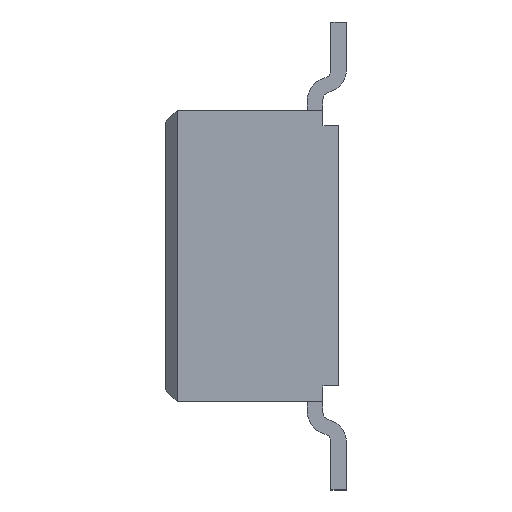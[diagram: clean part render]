
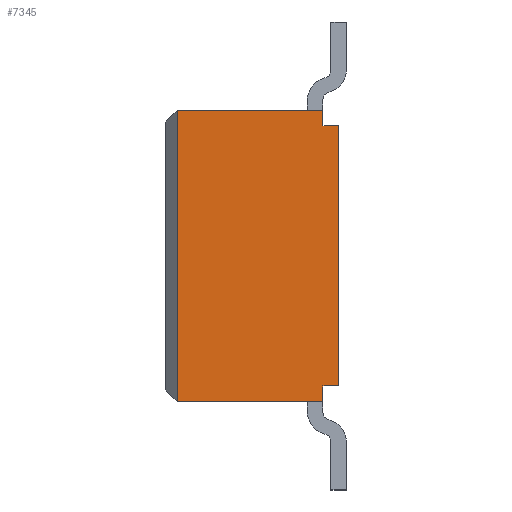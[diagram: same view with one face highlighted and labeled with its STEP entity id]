
A CAD part, left-side view. The second image highlights one B-rep face of the part: STEP entity #7345.
In plain terms, the highlighted planar face has unit normal (-1, 0, 0).
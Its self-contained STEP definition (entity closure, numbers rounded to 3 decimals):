
#243 = ORIENTED_EDGE ( 'NONE', *, *, #1985, .T. ) ;
#312 = DIRECTION ( 'NONE',  ( 0., -1., 0. ) ) ;
#328 = LINE ( 'NONE', #1670, #4948 ) ;
#553 = EDGE_CURVE ( 'NONE', #7360, #2659, #4783, .T. ) ;
#554 = ORIENTED_EDGE ( 'NONE', *, *, #6588, .T. ) ;
#585 = LINE ( 'NONE', #2724, #5346 ) ;
#667 = DIRECTION ( 'NONE',  ( 0., 0., 1. ) ) ;
#962 = LINE ( 'NONE', #4318, #3173 ) ;
#1012 = DIRECTION ( 'NONE',  ( 1., 0., 0. ) ) ;
#1015 = VERTEX_POINT ( 'NONE', #4772 ) ;
#1018 = LINE ( 'NONE', #6467, #4395 ) ;
#1028 = ORIENTED_EDGE ( 'NONE', *, *, #4643, .F. ) ;
#1231 = VERTEX_POINT ( 'NONE', #5756 ) ;
#1560 = CARTESIAN_POINT ( 'NONE',  ( -1.76, 1.075, -0.925 ) ) ;
#1670 = CARTESIAN_POINT ( 'NONE',  ( -1.76, 0.05, 0.825 ) ) ;
#1681 = CARTESIAN_POINT ( 'NONE',  ( -1.76, 0.563, 0. ) ) ;
#1786 = DIRECTION ( 'NONE',  ( 0., 0., 1. ) ) ;
#1985 = EDGE_CURVE ( 'NONE', #4824, #6163, #1018, .T. ) ;
#2033 = VERTEX_POINT ( 'NONE', #5511 ) ;
#2037 = ORIENTED_EDGE ( 'NONE', *, *, #3278, .T. ) ;
#2145 = VECTOR ( 'NONE', #667, 1000. ) ;
#2558 = DIRECTION ( 'NONE',  ( 0., 1., 0. ) ) ;
#2659 = VERTEX_POINT ( 'NONE', #7573 ) ;
#2700 = VECTOR ( 'NONE', #1786, 1000. ) ;
#2724 = CARTESIAN_POINT ( 'NONE',  ( -1.76, 1.075, -0.925 ) ) ;
#3030 = CARTESIAN_POINT ( 'NONE',  ( -1.76, 0.15, -0.825 ) ) ;
#3173 = VECTOR ( 'NONE', #7052, 1000. ) ;
#3253 = EDGE_CURVE ( 'NONE', #1231, #4824, #7117, .T. ) ;
#3278 = EDGE_CURVE ( 'NONE', #2033, #7360, #3713, .T. ) ;
#3589 = AXIS2_PLACEMENT_3D ( 'NONE', #1681, #1012, #8432 ) ;
#3713 = LINE ( 'NONE', #3030, #5857 ) ;
#3720 = ORIENTED_EDGE ( 'NONE', *, *, #4199, .T. ) ;
#4060 = EDGE_LOOP ( 'NONE', ( #2037, #7603, #554, #6765, #243, #1028, #3720, #5924 ) ) ;
#4107 = CARTESIAN_POINT ( 'NONE',  ( -1.76, 1.075, -0.925 ) ) ;
#4117 = DIRECTION ( 'NONE',  ( 0., 0., 1. ) ) ;
#4199 = EDGE_CURVE ( 'NONE', #7322, #1015, #585, .T. ) ;
#4318 = CARTESIAN_POINT ( 'NONE',  ( -1.76, 0.15, -0.925 ) ) ;
#4395 = VECTOR ( 'NONE', #2558, 1000. ) ;
#4643 = EDGE_CURVE ( 'NONE', #7322, #6163, #8260, .T. ) ;
#4772 = CARTESIAN_POINT ( 'NONE',  ( -1.76, 0.15, -0.925 ) ) ;
#4783 = LINE ( 'NONE', #6127, #2145 ) ;
#4824 = VERTEX_POINT ( 'NONE', #5762 ) ;
#4948 = VECTOR ( 'NONE', #5116, 1000. ) ;
#5116 = DIRECTION ( 'NONE',  ( 0., 1., 0. ) ) ;
#5137 = EDGE_CURVE ( 'NONE', #1015, #2033, #962, .T. ) ;
#5346 = VECTOR ( 'NONE', #6089, 1000. ) ;
#5511 = CARTESIAN_POINT ( 'NONE',  ( -1.76, 0.15, -0.825 ) ) ;
#5714 = PLANE ( 'NONE',  #3589 ) ;
#5756 = CARTESIAN_POINT ( 'NONE',  ( -1.76, 0.15, 0.825 ) ) ;
#5762 = CARTESIAN_POINT ( 'NONE',  ( -1.76, 0.15, 0.925 ) ) ;
#5857 = VECTOR ( 'NONE', #312, 1000. ) ;
#5924 = ORIENTED_EDGE ( 'NONE', *, *, #5137, .T. ) ;
#6089 = DIRECTION ( 'NONE',  ( 0., -1., 0. ) ) ;
#6127 = CARTESIAN_POINT ( 'NONE',  ( -1.76, 0.05, -0.825 ) ) ;
#6163 = VERTEX_POINT ( 'NONE', #7686 ) ;
#6378 = FACE_OUTER_BOUND ( 'NONE', #4060, .T. ) ;
#6436 = CARTESIAN_POINT ( 'NONE',  ( -1.76, 0.15, 0.825 ) ) ;
#6467 = CARTESIAN_POINT ( 'NONE',  ( -1.76, 0.15, 0.925 ) ) ;
#6588 = EDGE_CURVE ( 'NONE', #2659, #1231, #328, .T. ) ;
#6765 = ORIENTED_EDGE ( 'NONE', *, *, #3253, .T. ) ;
#7052 = DIRECTION ( 'NONE',  ( 0., 0., 1. ) ) ;
#7117 = LINE ( 'NONE', #6436, #2700 ) ;
#7322 = VERTEX_POINT ( 'NONE', #4107 ) ;
#7345 = ADVANCED_FACE ( 'NONE', ( #6378 ), #5714, .F. ) ;
#7360 = VERTEX_POINT ( 'NONE', #7762 ) ;
#7573 = CARTESIAN_POINT ( 'NONE',  ( -1.76, 0.05, 0.825 ) ) ;
#7603 = ORIENTED_EDGE ( 'NONE', *, *, #553, .T. ) ;
#7686 = CARTESIAN_POINT ( 'NONE',  ( -1.76, 1.075, 0.925 ) ) ;
#7762 = CARTESIAN_POINT ( 'NONE',  ( -1.76, 0.05, -0.825 ) ) ;
#7906 = VECTOR ( 'NONE', #4117, 1000. ) ;
#8260 = LINE ( 'NONE', #1560, #7906 ) ;
#8432 = DIRECTION ( 'NONE',  ( 0., 0., -1. ) ) ;
